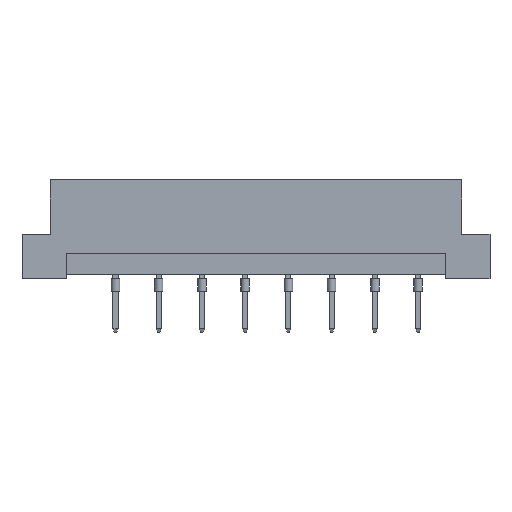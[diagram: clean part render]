
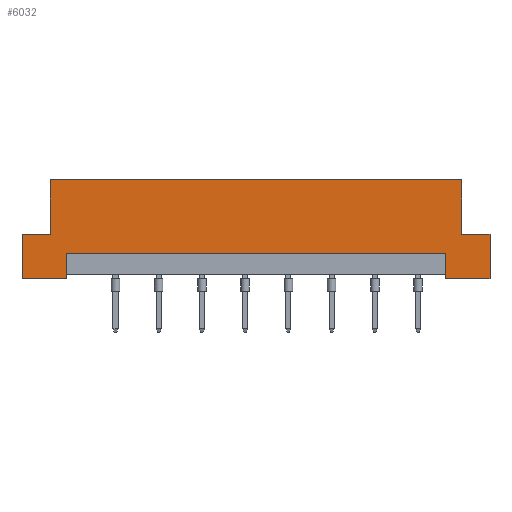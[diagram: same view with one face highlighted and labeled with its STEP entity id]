
A CAD part, front view. The second image highlights one B-rep face of the part: STEP entity #6032.
In plain terms, the highlighted planar face has unit normal (0, -1, 0).
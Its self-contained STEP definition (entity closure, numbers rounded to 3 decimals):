
#105 = CARTESIAN_POINT ( 'NONE',  ( 27.5, 0., 0. ) ) ;
#327 = DIRECTION ( 'NONE',  ( 0., 0., 1. ) ) ;
#342 = VECTOR ( 'NONE', #3715, 1000. ) ;
#612 = VECTOR ( 'NONE', #327, 1000. ) ;
#703 = EDGE_CURVE ( 'NONE', #2572, #4157, #2532, .T. ) ;
#828 = DIRECTION ( 'NONE',  ( 0., 0., 1. ) ) ;
#851 = CARTESIAN_POINT ( 'NONE',  ( -27.5, 0., 0. ) ) ;
#893 = LINE ( 'NONE', #5211, #3314 ) ;
#969 = LINE ( 'NONE', #3822, #4007 ) ;
#971 = CARTESIAN_POINT ( 'NONE',  ( 24.2, 0., 5.2 ) ) ;
#1038 = EDGE_CURVE ( 'NONE', #5603, #2572, #8647, .T. ) ;
#1104 = CARTESIAN_POINT ( 'NONE',  ( 22.3, 0., 2.9 ) ) ;
#1106 = LINE ( 'NONE', #4061, #612 ) ;
#1113 = DIRECTION ( 'NONE',  ( 0., 0., -1. ) ) ;
#1240 = EDGE_CURVE ( 'NONE', #4336, #3926, #893, .T. ) ;
#1371 = CARTESIAN_POINT ( 'NONE',  ( 27.5, 0., 5.2 ) ) ;
#1607 = EDGE_CURVE ( 'NONE', #3754, #4197, #1941, .T. ) ;
#1902 = ORIENTED_EDGE ( 'NONE', *, *, #9082, .F. ) ;
#1941 = LINE ( 'NONE', #4010, #8286 ) ;
#2031 = VERTEX_POINT ( 'NONE', #8193 ) ;
#2200 = CARTESIAN_POINT ( 'NONE',  ( -24.2, 0., 11.6 ) ) ;
#2241 = CARTESIAN_POINT ( 'NONE',  ( 27.5, 0., 0. ) ) ;
#2275 = ORIENTED_EDGE ( 'NONE', *, *, #6826, .F. ) ;
#2369 = DIRECTION ( 'NONE',  ( 0., 0., -1. ) ) ;
#2395 = CARTESIAN_POINT ( 'NONE',  ( -27.5, 0., 0. ) ) ;
#2414 = CARTESIAN_POINT ( 'NONE',  ( 24.2, 0., 11.6 ) ) ;
#2474 = CARTESIAN_POINT ( 'NONE',  ( -24.2, 0., 5.2 ) ) ;
#2532 = LINE ( 'NONE', #8109, #4974 ) ;
#2572 = VERTEX_POINT ( 'NONE', #7436 ) ;
#2841 = ORIENTED_EDGE ( 'NONE', *, *, #1240, .F. ) ;
#3074 = CARTESIAN_POINT ( 'NONE',  ( -22.3, 0., 0. ) ) ;
#3147 = LINE ( 'NONE', #8180, #5586 ) ;
#3181 = CARTESIAN_POINT ( 'NONE',  ( -27.5, 0., 0. ) ) ;
#3240 = VERTEX_POINT ( 'NONE', #5992 ) ;
#3314 = VECTOR ( 'NONE', #6629, 1000. ) ;
#3317 = AXIS2_PLACEMENT_3D ( 'NONE', #6210, #4795, #3869 ) ;
#3675 = ORIENTED_EDGE ( 'NONE', *, *, #8913, .T. ) ;
#3715 = DIRECTION ( 'NONE',  ( -1., 0., 0. ) ) ;
#3754 = VERTEX_POINT ( 'NONE', #2200 ) ;
#3755 = LINE ( 'NONE', #2395, #9075 ) ;
#3822 = CARTESIAN_POINT ( 'NONE',  ( 24.2, 0., 5.2 ) ) ;
#3869 = DIRECTION ( 'NONE',  ( 0., 0., 1. ) ) ;
#3926 = VERTEX_POINT ( 'NONE', #2474 ) ;
#4007 = VECTOR ( 'NONE', #828, 1000. ) ;
#4010 = CARTESIAN_POINT ( 'NONE',  ( -27.5, 0., 11.6 ) ) ;
#4061 = CARTESIAN_POINT ( 'NONE',  ( -24.2, 0., 5.2 ) ) ;
#4071 = LINE ( 'NONE', #4870, #9276 ) ;
#4157 = VERTEX_POINT ( 'NONE', #3074 ) ;
#4197 = VERTEX_POINT ( 'NONE', #2414 ) ;
#4336 = VERTEX_POINT ( 'NONE', #7537 ) ;
#4428 = ORIENTED_EDGE ( 'NONE', *, *, #6763, .F. ) ;
#4456 = ORIENTED_EDGE ( 'NONE', *, *, #8108, .F. ) ;
#4510 = DIRECTION ( 'NONE',  ( -1., 0., 0. ) ) ;
#4513 = LINE ( 'NONE', #851, #342 ) ;
#4631 = DIRECTION ( 'NONE',  ( 1., 0., 0. ) ) ;
#4795 = DIRECTION ( 'NONE',  ( 0., 1., 0. ) ) ;
#4838 = PLANE ( 'NONE',  #3317 ) ;
#4870 = CARTESIAN_POINT ( 'NONE',  ( -27.5, 0., 0. ) ) ;
#4923 = CARTESIAN_POINT ( 'NONE',  ( 22.3, 0., 2.9 ) ) ;
#4970 = EDGE_CURVE ( 'NONE', #4157, #6819, #3755, .T. ) ;
#4974 = VECTOR ( 'NONE', #2369, 1000. ) ;
#4990 = ORIENTED_EDGE ( 'NONE', *, *, #6319, .F. ) ;
#5162 = EDGE_CURVE ( 'NONE', #5603, #3240, #3147, .T. ) ;
#5211 = CARTESIAN_POINT ( 'NONE',  ( -27.5, 0., 5.2 ) ) ;
#5427 = DIRECTION ( 'NONE',  ( 0., 0., 1. ) ) ;
#5586 = VECTOR ( 'NONE', #1113, 1000. ) ;
#5603 = VERTEX_POINT ( 'NONE', #1104 ) ;
#5992 = CARTESIAN_POINT ( 'NONE',  ( 22.3, 0., 0. ) ) ;
#6011 = VERTEX_POINT ( 'NONE', #971 ) ;
#6032 = ADVANCED_FACE ( 'NONE', ( #8157 ), #4838, .F. ) ;
#6210 = CARTESIAN_POINT ( 'NONE',  ( -27.5, 0., 11.6 ) ) ;
#6288 = ORIENTED_EDGE ( 'NONE', *, *, #703, .F. ) ;
#6308 = VECTOR ( 'NONE', #7989, 1000. ) ;
#6319 = EDGE_CURVE ( 'NONE', #8284, #3240, #4513, .T. ) ;
#6580 = VECTOR ( 'NONE', #8429, 1000. ) ;
#6629 = DIRECTION ( 'NONE',  ( 1., 0., 0. ) ) ;
#6763 = EDGE_CURVE ( 'NONE', #2031, #8284, #7419, .T. ) ;
#6819 = VERTEX_POINT ( 'NONE', #3181 ) ;
#6826 = EDGE_CURVE ( 'NONE', #3926, #3754, #1106, .T. ) ;
#7041 = ORIENTED_EDGE ( 'NONE', *, *, #1038, .F. ) ;
#7286 = ORIENTED_EDGE ( 'NONE', *, *, #1607, .F. ) ;
#7369 = VECTOR ( 'NONE', #8599, 1000. ) ;
#7419 = LINE ( 'NONE', #105, #6308 ) ;
#7436 = CARTESIAN_POINT ( 'NONE',  ( -22.3, 0., 2.9 ) ) ;
#7537 = CARTESIAN_POINT ( 'NONE',  ( -27.5, 0., 5.2 ) ) ;
#7615 = ORIENTED_EDGE ( 'NONE', *, *, #4970, .F. ) ;
#7989 = DIRECTION ( 'NONE',  ( 0., 0., -1. ) ) ;
#8108 = EDGE_CURVE ( 'NONE', #6819, #4336, #4071, .T. ) ;
#8109 = CARTESIAN_POINT ( 'NONE',  ( -22.3, 0., 0.5 ) ) ;
#8157 = FACE_OUTER_BOUND ( 'NONE', #8611, .T. ) ;
#8180 = CARTESIAN_POINT ( 'NONE',  ( 22.3, 0., 0.5 ) ) ;
#8193 = CARTESIAN_POINT ( 'NONE',  ( 27.5, 0., 5.2 ) ) ;
#8284 = VERTEX_POINT ( 'NONE', #2241 ) ;
#8286 = VECTOR ( 'NONE', #4631, 1000. ) ;
#8429 = DIRECTION ( 'NONE',  ( 1., 0., 0. ) ) ;
#8550 = ORIENTED_EDGE ( 'NONE', *, *, #5162, .T. ) ;
#8599 = DIRECTION ( 'NONE',  ( -1., 0., 0. ) ) ;
#8611 = EDGE_LOOP ( 'NONE', ( #7041, #8550, #4990, #4428, #1902, #3675, #7286, #2275, #2841, #4456, #7615, #6288 ) ) ;
#8617 = LINE ( 'NONE', #1371, #6580 ) ;
#8647 = LINE ( 'NONE', #4923, #7369 ) ;
#8913 = EDGE_CURVE ( 'NONE', #6011, #4197, #969, .T. ) ;
#9075 = VECTOR ( 'NONE', #4510, 1000. ) ;
#9082 = EDGE_CURVE ( 'NONE', #6011, #2031, #8617, .T. ) ;
#9276 = VECTOR ( 'NONE', #5427, 1000. ) ;
